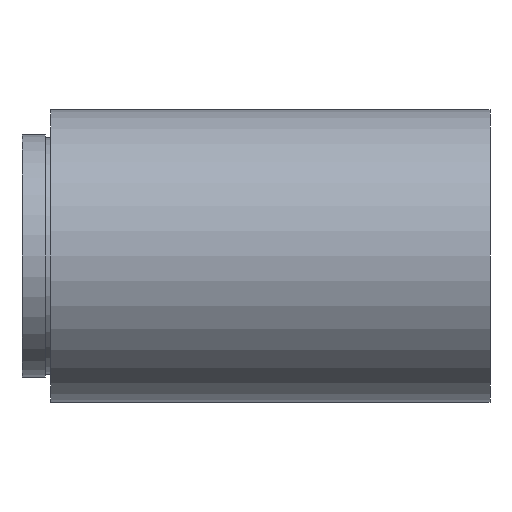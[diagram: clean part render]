
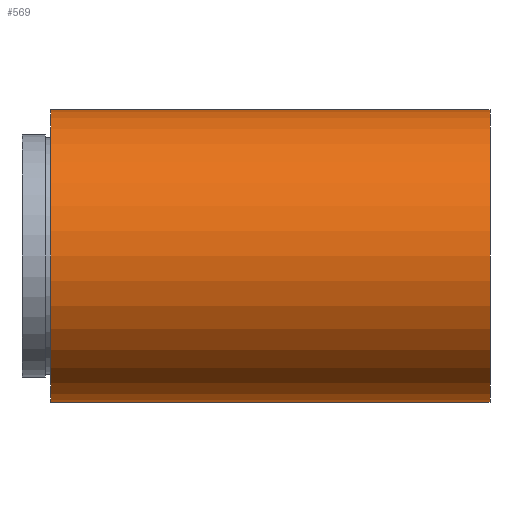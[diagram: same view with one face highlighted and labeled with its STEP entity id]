
A CAD part, left-side view. The second image highlights one B-rep face of the part: STEP entity #569.
In plain terms, the highlighted cylindrical face has radius 25.4 mm (diameter 50.8 mm), a partial arc.
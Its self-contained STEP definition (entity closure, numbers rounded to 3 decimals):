
#4 = ORIENTED_EDGE ( 'NONE', *, *, #447, .F. ) ;
#40 = CYLINDRICAL_SURFACE ( 'NONE', #502, 25.4 ) ;
#44 = EDGE_CURVE ( 'NONE', #489, #121, #156, .T. ) ;
#45 = CARTESIAN_POINT ( 'NONE',  ( 0., 161.376, -25.4 ) ) ;
#76 = CARTESIAN_POINT ( 'NONE',  ( 0., 0., -25.4 ) ) ;
#78 = DIRECTION ( 'NONE',  ( 0., 0., 1. ) ) ;
#121 = VERTEX_POINT ( 'NONE', #211 ) ;
#138 = LINE ( 'NONE', #170, #580 ) ;
#156 = CIRCLE ( 'NONE', #532, 25.4 ) ;
#159 = CARTESIAN_POINT ( 'NONE',  ( 0., 0., 0. ) ) ;
#170 = CARTESIAN_POINT ( 'NONE',  ( 0., 161.376, 25.4 ) ) ;
#178 = ORIENTED_EDGE ( 'NONE', *, *, #484, .F. ) ;
#183 = DIRECTION ( 'NONE',  ( 0., 1., 0. ) ) ;
#211 = CARTESIAN_POINT ( 'NONE',  ( 0., 0., 25.4 ) ) ;
#222 = CARTESIAN_POINT ( 'NONE',  ( 0., 76.2, 0. ) ) ;
#227 = DIRECTION ( 'NONE',  ( 0., 1., 0. ) ) ;
#232 = ORIENTED_EDGE ( 'NONE', *, *, #44, .T. ) ;
#271 = FACE_OUTER_BOUND ( 'NONE', #431, .T. ) ;
#297 = VERTEX_POINT ( 'NONE', #330 ) ;
#299 = ORIENTED_EDGE ( 'NONE', *, *, #551, .T. ) ;
#330 = CARTESIAN_POINT ( 'NONE',  ( 0., 76.2, -25.4 ) ) ;
#343 = AXIS2_PLACEMENT_3D ( 'NONE', #222, #408, #78 ) ;
#378 = DIRECTION ( 'NONE',  ( 0., 1., 0. ) ) ;
#393 = CIRCLE ( 'NONE', #343, 25.4 ) ;
#395 = DIRECTION ( 'NONE',  ( 0., 1., 0. ) ) ;
#404 = CARTESIAN_POINT ( 'NONE',  ( 0., 76.2, 25.4 ) ) ;
#408 = DIRECTION ( 'NONE',  ( 0., 1., 0. ) ) ;
#409 = LINE ( 'NONE', #45, #603 ) ;
#431 = EDGE_LOOP ( 'NONE', ( #4, #232, #299, #178 ) ) ;
#447 = EDGE_CURVE ( 'NONE', #489, #297, #409, .T. ) ;
#466 = DIRECTION ( 'NONE',  ( 0., 0., 1. ) ) ;
#484 = EDGE_CURVE ( 'NONE', #297, #528, #393, .T. ) ;
#488 = DIRECTION ( 'NONE',  ( 0., 0., 1. ) ) ;
#489 = VERTEX_POINT ( 'NONE', #76 ) ;
#502 = AXIS2_PLACEMENT_3D ( 'NONE', #516, #183, #466 ) ;
#516 = CARTESIAN_POINT ( 'NONE',  ( 0., 161.376, 0. ) ) ;
#528 = VERTEX_POINT ( 'NONE', #404 ) ;
#532 = AXIS2_PLACEMENT_3D ( 'NONE', #159, #395, #488 ) ;
#551 = EDGE_CURVE ( 'NONE', #121, #528, #138, .T. ) ;
#569 = ADVANCED_FACE ( 'NONE', ( #271 ), #40, .T. ) ;
#580 = VECTOR ( 'NONE', #227, 1000. ) ;
#603 = VECTOR ( 'NONE', #378, 1000. ) ;
